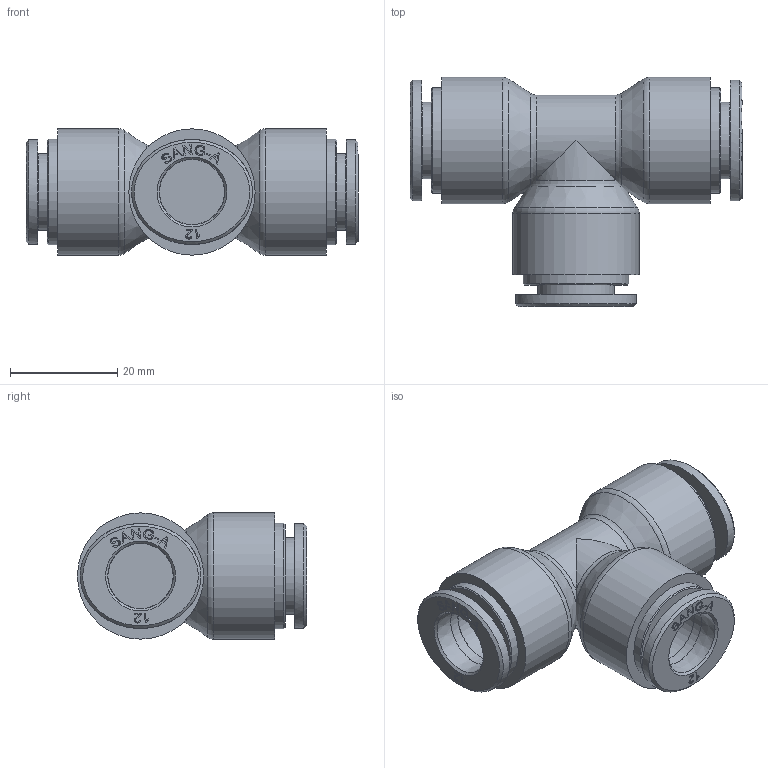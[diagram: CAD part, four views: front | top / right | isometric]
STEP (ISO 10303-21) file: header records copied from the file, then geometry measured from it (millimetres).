
FILE_DESCRIPTION((''),'2;1');
FILE_NAME('HR-PUT 12.stp','2020-03-19T14:16:54',('user'),(''),'Autodesk Inventor 2013','Autodesk Inventor 2013','');
FILE_SCHEMA(('AUTOMOTIVE_DESIGN { 1 0 10303 214 1 1 1 1 }'));
Length unit declared in the file: millimetre
Products named in the file (5): 조립품5; HR-PUT 12 BODY; HR-COLLAR 12; HR-Collar 12L(SUS); HR-SLEEVE 12
Assembly tree (6 placements, depth 3):
  조립품5
    HR-PUT 12 BODY
    HR-COLLAR 12  x3
      HR-Collar 12L(SUS)
      HR-SLEEVE 12
Bounding box: 61.8 x 42.65 x 23.5 mm (x, y, z)
Volume: 21237.1 mm3; surface area: 11774.9 mm2
Topology: 7 solids, 7 shells, 370 faces, 942 edges, 622 vertices
Faces by surface type: plane 210, bspline 120, cylinder 18, cone 15, torus 7
Full cylindrical faces by diameter (mm): 12.18 x3, 12.2 x3, 14.2 x3, 19.6 x3, 23.5 x3
Entity records: 4468 total; most frequent: CARTESIAN_POINT 1343, ORIENTED_EDGE 642, DIRECTION 502, EDGE_CURVE 321, VERTEX_POINT 221, VECTOR 198, LINE 198, EDGE_LOOP 178
